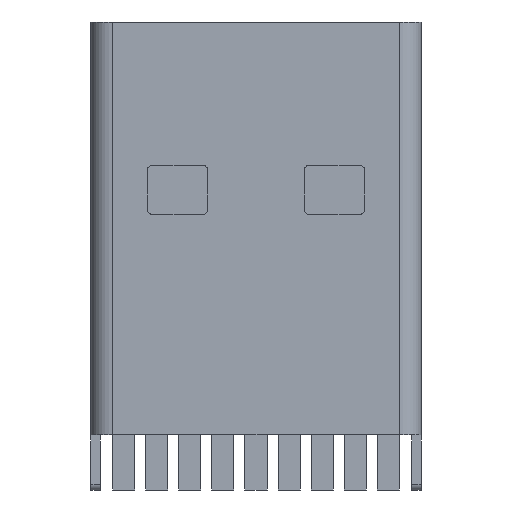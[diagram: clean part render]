
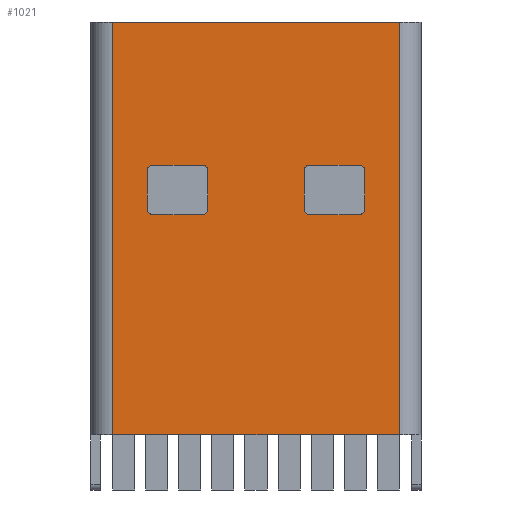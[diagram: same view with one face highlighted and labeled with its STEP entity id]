
A CAD part, front view. The second image highlights one B-rep face of the part: STEP entity #1021.
In plain terms, the highlighted planar face has unit normal (0, -1, 0).
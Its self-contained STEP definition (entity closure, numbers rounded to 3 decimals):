
#279 = VERTEX_POINT('',#280);
#280 = CARTESIAN_POINT('',(-5.2,-2.25,0.));
#287 = EDGE_CURVE('',#288,#279,#290,.T.);
#288 = VERTEX_POINT('',#289);
#289 = CARTESIAN_POINT('',(5.2,-2.25,0.));
#290 = LINE('',#291,#292);
#291 = CARTESIAN_POINT('',(6.,-2.25,0.));
#292 = VECTOR('',#293,1.);
#293 = DIRECTION('',(-1.,0.,0.));
#685 = VERTEX_POINT('',#686);
#686 = CARTESIAN_POINT('',(-5.2,-2.25,15.));
#693 = EDGE_CURVE('',#694,#685,#696,.T.);
#694 = VERTEX_POINT('',#695);
#695 = CARTESIAN_POINT('',(5.2,-2.25,15.));
#696 = LINE('',#697,#698);
#697 = CARTESIAN_POINT('',(6.,-2.25,15.));
#698 = VECTOR('',#699,1.);
#699 = DIRECTION('',(-1.,0.,0.));
#1009 = EDGE_CURVE('',#288,#694,#1010,.T.);
#1010 = LINE('',#1011,#1012);
#1011 = CARTESIAN_POINT('',(5.2,-2.25,0.));
#1012 = VECTOR('',#1013,1.);
#1013 = DIRECTION('',(0.,0.,1.));
#1021 = ADVANCED_FACE('',(#1022,#1092,#1103),#1173,.T.);
#1022 = FACE_BOUND('',#1023,.T.);
#1023 = EDGE_LOOP('',(#1024,#1034,#1043,#1051,#1060,#1068,#1077,#1085));
#1024 = ORIENTED_EDGE('',*,*,#1025,.F.);
#1025 = EDGE_CURVE('',#1026,#1028,#1030,.T.);
#1026 = VERTEX_POINT('',#1027);
#1027 = CARTESIAN_POINT('',(1.75,-2.25,9.6));
#1028 = VERTEX_POINT('',#1029);
#1029 = CARTESIAN_POINT('',(1.75,-2.25,8.2));
#1030 = LINE('',#1031,#1032);
#1031 = CARTESIAN_POINT('',(1.75,-2.25,4.9));
#1032 = VECTOR('',#1033,1.);
#1033 = DIRECTION('',(0.,0.,-1.));
#1034 = ORIENTED_EDGE('',*,*,#1035,.T.);
#1035 = EDGE_CURVE('',#1026,#1036,#1038,.T.);
#1036 = VERTEX_POINT('',#1037);
#1037 = CARTESIAN_POINT('',(1.95,-2.25,9.8));
#1038 = CIRCLE('',#1039,0.2);
#1039 = AXIS2_PLACEMENT_3D('',#1040,#1041,#1042);
#1040 = CARTESIAN_POINT('',(1.95,-2.25,9.6));
#1041 = DIRECTION('',(0.,1.,0.));
#1042 = DIRECTION('',(0.,0.,1.));
#1043 = ORIENTED_EDGE('',*,*,#1044,.F.);
#1044 = EDGE_CURVE('',#1045,#1036,#1047,.T.);
#1045 = VERTEX_POINT('',#1046);
#1046 = CARTESIAN_POINT('',(3.75,-2.25,9.8));
#1047 = LINE('',#1048,#1049);
#1048 = CARTESIAN_POINT('',(4.975,-2.25,9.8));
#1049 = VECTOR('',#1050,1.);
#1050 = DIRECTION('',(-1.,0.,0.));
#1051 = ORIENTED_EDGE('',*,*,#1052,.F.);
#1052 = EDGE_CURVE('',#1053,#1045,#1055,.T.);
#1053 = VERTEX_POINT('',#1054);
#1054 = CARTESIAN_POINT('',(3.95,-2.25,9.6));
#1055 = CIRCLE('',#1056,0.2);
#1056 = AXIS2_PLACEMENT_3D('',#1057,#1058,#1059);
#1057 = CARTESIAN_POINT('',(3.75,-2.25,9.6));
#1058 = DIRECTION('',(0.,-1.,0.));
#1059 = DIRECTION('',(0.,0.,1.));
#1060 = ORIENTED_EDGE('',*,*,#1061,.F.);
#1061 = EDGE_CURVE('',#1062,#1053,#1064,.T.);
#1062 = VERTEX_POINT('',#1063);
#1063 = CARTESIAN_POINT('',(3.95,-2.25,8.2));
#1064 = LINE('',#1065,#1066);
#1065 = CARTESIAN_POINT('',(3.95,-2.25,4.));
#1066 = VECTOR('',#1067,1.);
#1067 = DIRECTION('',(0.,0.,1.));
#1068 = ORIENTED_EDGE('',*,*,#1069,.F.);
#1069 = EDGE_CURVE('',#1070,#1062,#1072,.T.);
#1070 = VERTEX_POINT('',#1071);
#1071 = CARTESIAN_POINT('',(3.75,-2.25,8.));
#1072 = CIRCLE('',#1073,0.2);
#1073 = AXIS2_PLACEMENT_3D('',#1074,#1075,#1076);
#1074 = CARTESIAN_POINT('',(3.75,-2.25,8.2));
#1075 = DIRECTION('',(0.,-1.,0.));
#1076 = DIRECTION('',(0.,0.,1.));
#1077 = ORIENTED_EDGE('',*,*,#1078,.F.);
#1078 = EDGE_CURVE('',#1079,#1070,#1081,.T.);
#1079 = VERTEX_POINT('',#1080);
#1080 = CARTESIAN_POINT('',(1.95,-2.25,8.));
#1081 = LINE('',#1082,#1083);
#1082 = CARTESIAN_POINT('',(3.875,-2.25,8.));
#1083 = VECTOR('',#1084,1.);
#1084 = DIRECTION('',(1.,0.,0.));
#1085 = ORIENTED_EDGE('',*,*,#1086,.F.);
#1086 = EDGE_CURVE('',#1028,#1079,#1087,.T.);
#1087 = CIRCLE('',#1088,0.2);
#1088 = AXIS2_PLACEMENT_3D('',#1089,#1090,#1091);
#1089 = CARTESIAN_POINT('',(1.95,-2.25,8.2));
#1090 = DIRECTION('',(0.,-1.,0.));
#1091 = DIRECTION('',(0.,0.,1.));
#1092 = FACE_BOUND('',#1093,.T.);
#1093 = EDGE_LOOP('',(#1094,#1095,#1096,#1097));
#1094 = ORIENTED_EDGE('',*,*,#287,.F.);
#1095 = ORIENTED_EDGE('',*,*,#1009,.T.);
#1096 = ORIENTED_EDGE('',*,*,#693,.T.);
#1097 = ORIENTED_EDGE('',*,*,#1098,.F.);
#1098 = EDGE_CURVE('',#279,#685,#1099,.T.);
#1099 = LINE('',#1100,#1101);
#1100 = CARTESIAN_POINT('',(-5.2,-2.25,0.));
#1101 = VECTOR('',#1102,1.);
#1102 = DIRECTION('',(0.,0.,1.));
#1103 = FACE_BOUND('',#1104,.T.);
#1104 = EDGE_LOOP('',(#1105,#1115,#1124,#1132,#1141,#1149,#1158,#1166));
#1105 = ORIENTED_EDGE('',*,*,#1106,.F.);
#1106 = EDGE_CURVE('',#1107,#1109,#1111,.T.);
#1107 = VERTEX_POINT('',#1108);
#1108 = CARTESIAN_POINT('',(-3.95,-2.25,9.6));
#1109 = VERTEX_POINT('',#1110);
#1110 = CARTESIAN_POINT('',(-3.95,-2.25,8.2));
#1111 = LINE('',#1112,#1113);
#1112 = CARTESIAN_POINT('',(-3.95,-2.25,4.9));
#1113 = VECTOR('',#1114,1.);
#1114 = DIRECTION('',(0.,0.,-1.));
#1115 = ORIENTED_EDGE('',*,*,#1116,.T.);
#1116 = EDGE_CURVE('',#1107,#1117,#1119,.T.);
#1117 = VERTEX_POINT('',#1118);
#1118 = CARTESIAN_POINT('',(-3.75,-2.25,9.8));
#1119 = CIRCLE('',#1120,0.2);
#1120 = AXIS2_PLACEMENT_3D('',#1121,#1122,#1123);
#1121 = CARTESIAN_POINT('',(-3.75,-2.25,9.6));
#1122 = DIRECTION('',(0.,1.,0.));
#1123 = DIRECTION('',(0.,0.,1.));
#1124 = ORIENTED_EDGE('',*,*,#1125,.F.);
#1125 = EDGE_CURVE('',#1126,#1117,#1128,.T.);
#1126 = VERTEX_POINT('',#1127);
#1127 = CARTESIAN_POINT('',(-1.95,-2.25,9.8));
#1128 = LINE('',#1129,#1130);
#1129 = CARTESIAN_POINT('',(2.125,-2.25,9.8));
#1130 = VECTOR('',#1131,1.);
#1131 = DIRECTION('',(-1.,0.,0.));
#1132 = ORIENTED_EDGE('',*,*,#1133,.F.);
#1133 = EDGE_CURVE('',#1134,#1126,#1136,.T.);
#1134 = VERTEX_POINT('',#1135);
#1135 = CARTESIAN_POINT('',(-1.75,-2.25,9.6));
#1136 = CIRCLE('',#1137,0.2);
#1137 = AXIS2_PLACEMENT_3D('',#1138,#1139,#1140);
#1138 = CARTESIAN_POINT('',(-1.95,-2.25,9.6));
#1139 = DIRECTION('',(0.,-1.,0.));
#1140 = DIRECTION('',(0.,0.,1.));
#1141 = ORIENTED_EDGE('',*,*,#1142,.F.);
#1142 = EDGE_CURVE('',#1143,#1134,#1145,.T.);
#1143 = VERTEX_POINT('',#1144);
#1144 = CARTESIAN_POINT('',(-1.75,-2.25,8.2));
#1145 = LINE('',#1146,#1147);
#1146 = CARTESIAN_POINT('',(-1.75,-2.25,4.));
#1147 = VECTOR('',#1148,1.);
#1148 = DIRECTION('',(0.,0.,1.));
#1149 = ORIENTED_EDGE('',*,*,#1150,.F.);
#1150 = EDGE_CURVE('',#1151,#1143,#1153,.T.);
#1151 = VERTEX_POINT('',#1152);
#1152 = CARTESIAN_POINT('',(-1.95,-2.25,8.));
#1153 = CIRCLE('',#1154,0.2);
#1154 = AXIS2_PLACEMENT_3D('',#1155,#1156,#1157);
#1155 = CARTESIAN_POINT('',(-1.95,-2.25,8.2));
#1156 = DIRECTION('',(0.,-1.,0.));
#1157 = DIRECTION('',(0.,0.,1.));
#1158 = ORIENTED_EDGE('',*,*,#1159,.F.);
#1159 = EDGE_CURVE('',#1160,#1151,#1162,.T.);
#1160 = VERTEX_POINT('',#1161);
#1161 = CARTESIAN_POINT('',(-3.75,-2.25,8.));
#1162 = LINE('',#1163,#1164);
#1163 = CARTESIAN_POINT('',(1.025,-2.25,8.));
#1164 = VECTOR('',#1165,1.);
#1165 = DIRECTION('',(1.,0.,0.));
#1166 = ORIENTED_EDGE('',*,*,#1167,.F.);
#1167 = EDGE_CURVE('',#1109,#1160,#1168,.T.);
#1168 = CIRCLE('',#1169,0.2);
#1169 = AXIS2_PLACEMENT_3D('',#1170,#1171,#1172);
#1170 = CARTESIAN_POINT('',(-3.75,-2.25,8.2));
#1171 = DIRECTION('',(0.,-1.,0.));
#1172 = DIRECTION('',(0.,0.,1.));
#1173 = PLANE('',#1174);
#1174 = AXIS2_PLACEMENT_3D('',#1175,#1176,#1177);
#1175 = CARTESIAN_POINT('',(6.,-2.25,0.));
#1176 = DIRECTION('',(0.,-1.,0.));
#1177 = DIRECTION('',(-1.,0.,0.));
